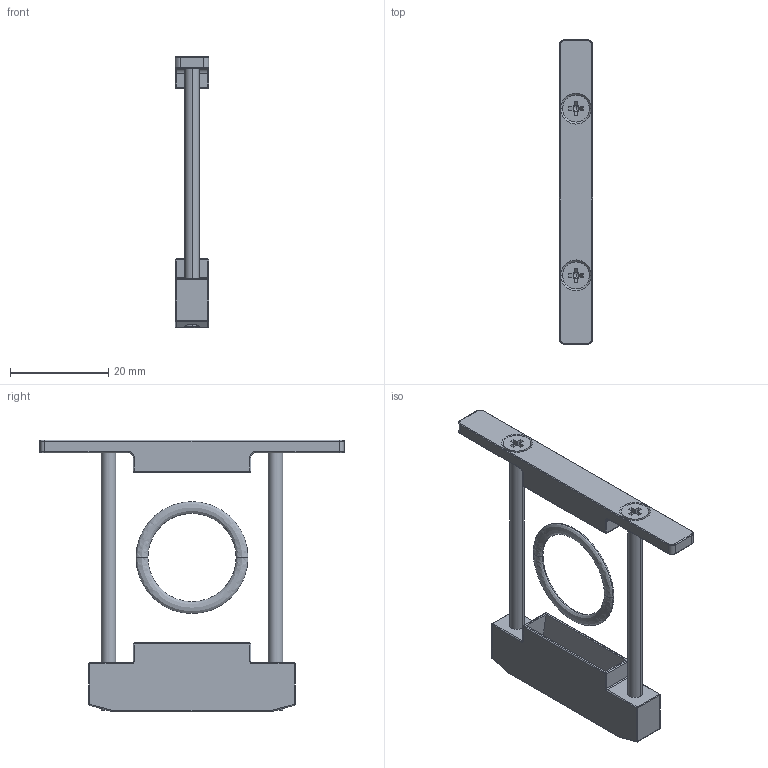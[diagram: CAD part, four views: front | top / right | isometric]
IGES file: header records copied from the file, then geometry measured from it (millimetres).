
Start section: SolidWorks IGES file using analytic representation for surfaces
Global section: file name: KKOP.1.IGS; native system: SolidWorks 2013; preprocessor: SolidWorks 2013; author: technolog; date: 140109.102027; units: millimetre
Bounding box: 6.8 x 62 x 55.3 mm (x, y, z)
Volume: 4521.9 mm3; surface area: 5503.6 mm2
Topology: 5 solids, 5 shells, 262 faces, 1206 edges, 1500 vertices
Faces by surface type: revolution 173, plane 81, bspline 8
